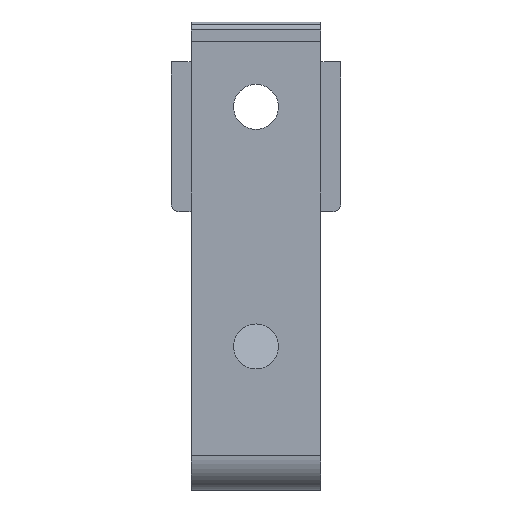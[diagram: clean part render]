
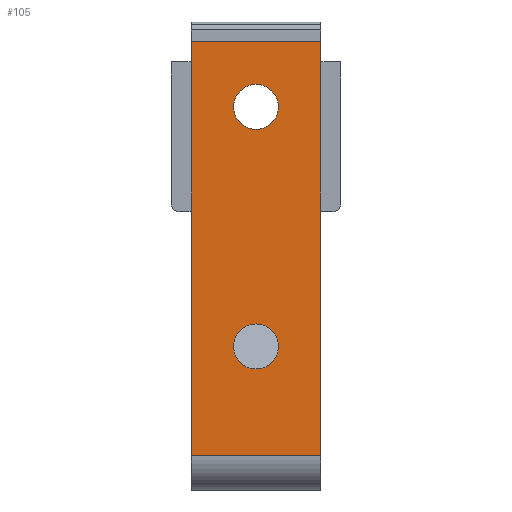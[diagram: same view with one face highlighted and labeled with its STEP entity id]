
A CAD part, left-side view. The second image highlights one B-rep face of the part: STEP entity #105.
In plain terms, the highlighted planar face has unit normal (-1, 0, 0).
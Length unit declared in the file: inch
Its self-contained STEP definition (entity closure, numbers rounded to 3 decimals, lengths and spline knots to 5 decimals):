
#105=ADVANCED_FACE('',(#253,#254,#255),#256,.T.);
#253=FACE_BOUND('',#476,.T.);
#254=FACE_BOUND('',#477,.T.);
#255=FACE_OUTER_BOUND('',#478,.T.);
#256=PLANE('',#479);
#476=EDGE_LOOP('',(#814,#815,#816,#817));
#477=EDGE_LOOP('',(#818,#819,#820,#821));
#478=EDGE_LOOP('',(#822,#823,#824,#825));
#479=AXIS2_PLACEMENT_3D('',#826,#827,#828);
#814=ORIENTED_EDGE('',*,*,#1319,.T.);
#815=ORIENTED_EDGE('',*,*,#1320,.T.);
#816=ORIENTED_EDGE('',*,*,#1281,.T.);
#817=ORIENTED_EDGE('',*,*,#1321,.T.);
#818=ORIENTED_EDGE('',*,*,#1322,.T.);
#819=ORIENTED_EDGE('',*,*,#1323,.T.);
#820=ORIENTED_EDGE('',*,*,#1295,.T.);
#821=ORIENTED_EDGE('',*,*,#1286,.T.);
#822=ORIENTED_EDGE('',*,*,#1324,.T.);
#823=ORIENTED_EDGE('',*,*,#1325,.F.);
#824=ORIENTED_EDGE('',*,*,#1326,.T.);
#825=ORIENTED_EDGE('',*,*,#1327,.T.);
#826=CARTESIAN_POINT('',(0.0,1.625,2.58617));
#827=DIRECTION('',(-1.0,0.0,0.0));
#828=DIRECTION('',(0.0,0.0,-1.0));
#1281=EDGE_CURVE('',#1523,#1521,#1524,.T.);
#1286=EDGE_CURVE('',#1532,#1530,#1533,.T.);
#1295=EDGE_CURVE('',#1547,#1532,#1548,.T.);
#1319=EDGE_CURVE('',#1588,#1589,#1590,.T.);
#1320=EDGE_CURVE('',#1589,#1523,#1591,.T.);
#1321=EDGE_CURVE('',#1521,#1588,#1592,.T.);
#1322=EDGE_CURVE('',#1530,#1593,#1594,.T.);
#1323=EDGE_CURVE('',#1593,#1547,#1595,.T.);
#1324=EDGE_CURVE('',#1596,#1597,#1598,.T.);
#1325=EDGE_CURVE('',#1599,#1597,#1600,.T.);
#1326=EDGE_CURVE('',#1599,#1601,#1602,.T.);
#1327=EDGE_CURVE('',#1601,#1596,#1603,.T.);
#1521=VERTEX_POINT('',#1882);
#1523=VERTEX_POINT('',#1885);
#1524=B_SPLINE_CURVE_WITH_KNOTS('',3,(#1886,#1887,#1888,#1889),.UNSPECIFIED.,.F.,.F.,(4,4),(0.0,1.0),.UNSPECIFIED.);
#1530=VERTEX_POINT('',#1899);
#1532=VERTEX_POINT('',#1902);
#1533=B_SPLINE_CURVE_WITH_KNOTS('',3,(#1903,#1904,#1905,#1906),.UNSPECIFIED.,.F.,.F.,(4,4),(0.0,1.0),.UNSPECIFIED.);
#1547=VERTEX_POINT('',#1926);
#1548=B_SPLINE_CURVE_WITH_KNOTS('',3,(#1927,#1928,#1929,#1930),.UNSPECIFIED.,.F.,.F.,(4,4),(0.0,1.0),.UNSPECIFIED.);
#1588=VERTEX_POINT('',#1991);
#1589=VERTEX_POINT('',#1992);
#1590=B_SPLINE_CURVE_WITH_KNOTS('',3,(#1993,#1994,#1995,#1996),.UNSPECIFIED.,.F.,.F.,(4,4),(0.0,1.0),.UNSPECIFIED.);
#1591=B_SPLINE_CURVE_WITH_KNOTS('',3,(#1997,#1998,#1999,#2000),.UNSPECIFIED.,.F.,.F.,(4,4),(0.0,1.0),.UNSPECIFIED.);
#1592=B_SPLINE_CURVE_WITH_KNOTS('',3,(#2001,#2002,#2003,#2004),.UNSPECIFIED.,.F.,.F.,(4,4),(0.0,1.0),.UNSPECIFIED.);
#1593=VERTEX_POINT('',#2005);
#1594=B_SPLINE_CURVE_WITH_KNOTS('',3,(#2006,#2007,#2008,#2009),.UNSPECIFIED.,.F.,.F.,(4,4),(0.0,1.0),.UNSPECIFIED.);
#1595=B_SPLINE_CURVE_WITH_KNOTS('',3,(#2010,#2011,#2012,#2013),.UNSPECIFIED.,.F.,.F.,(4,4),(0.0,1.0),.UNSPECIFIED.);
#1596=VERTEX_POINT('',#2014);
#1597=VERTEX_POINT('',#2015);
#1598=LINE('',#2016,#2017);
#1599=VERTEX_POINT('',#2018);
#1600=LINE('',#2019,#2020);
#1601=VERTEX_POINT('',#2021);
#1602=LINE('',#2022,#2023);
#1603=LINE('',#2024,#2025);
#1882=CARTESIAN_POINT('',(0.0,0.8125,1.07859));
#1885=CARTESIAN_POINT('',(0.0,0.53125,1.35984));
#1886=CARTESIAN_POINT('',(0.0,0.53125,1.35984));
#1887=CARTESIAN_POINT('',(0.0,0.53125,1.20452));
#1888=CARTESIAN_POINT('',(0.,0.65717,1.07859));
#1889=CARTESIAN_POINT('',(0.,0.8125,1.07859));
#1899=CARTESIAN_POINT('',(0.0,1.09375,4.35984));
#1902=CARTESIAN_POINT('',(0.0,0.8125,4.07859));
#1903=CARTESIAN_POINT('',(0.0,0.8125,4.07859));
#1904=CARTESIAN_POINT('',(0.0,0.96783,4.07859));
#1905=CARTESIAN_POINT('',(0.0,1.09375,4.20452));
#1906=CARTESIAN_POINT('',(0.0,1.09375,4.35984));
#1926=CARTESIAN_POINT('',(0.0,0.53125,4.35984));
#1927=CARTESIAN_POINT('',(0.0,0.53125,4.35984));
#1928=CARTESIAN_POINT('',(0.0,0.53125,4.20452));
#1929=CARTESIAN_POINT('',(0.,0.65717,4.07859));
#1930=CARTESIAN_POINT('',(0.,0.8125,4.07859));
#1991=CARTESIAN_POINT('',(0.0,1.09375,1.35984));
#1992=CARTESIAN_POINT('',(0.0,0.8125,1.64109));
#1993=CARTESIAN_POINT('',(0.0,1.09375,1.35984));
#1994=CARTESIAN_POINT('',(0.0,1.09375,1.51517));
#1995=CARTESIAN_POINT('',(0.0,0.96783,1.64109));
#1996=CARTESIAN_POINT('',(0.0,0.8125,1.64109));
#1997=CARTESIAN_POINT('',(0.0,0.8125,1.64109));
#1998=CARTESIAN_POINT('',(0.0,0.65717,1.64109));
#1999=CARTESIAN_POINT('',(0.,0.53125,1.51517));
#2000=CARTESIAN_POINT('',(0.,0.53125,1.35984));
#2001=CARTESIAN_POINT('',(0.0,0.8125,1.07859));
#2002=CARTESIAN_POINT('',(0.0,0.96783,1.07859));
#2003=CARTESIAN_POINT('',(0.0,1.09375,1.20452));
#2004=CARTESIAN_POINT('',(0.0,1.09375,1.35984));
#2005=CARTESIAN_POINT('',(0.0,0.8125,4.64109));
#2006=CARTESIAN_POINT('',(0.0,1.09375,4.35984));
#2007=CARTESIAN_POINT('',(0.0,1.09375,4.51516));
#2008=CARTESIAN_POINT('',(0.0,0.96783,4.64109));
#2009=CARTESIAN_POINT('',(0.0,0.8125,4.64109));
#2010=CARTESIAN_POINT('',(0.0,0.8125,4.64109));
#2011=CARTESIAN_POINT('',(0.0,0.65717,4.64109));
#2012=CARTESIAN_POINT('',(0.,0.53125,4.51516));
#2013=CARTESIAN_POINT('',(0.,0.53125,4.35984));
#2014=CARTESIAN_POINT('',(0.0,0.,0.));
#2015=CARTESIAN_POINT('',(0.0,0.,5.17234));
#2016=CARTESIAN_POINT('',(0.0,0.,5.17234));
#2017=VECTOR('',#2442,1.0);
#2018=CARTESIAN_POINT('',(0.0,1.625,5.17234));
#2019=CARTESIAN_POINT('',(0.0,1.625,5.17234));
#2020=VECTOR('',#2443,1.0);
#2021=CARTESIAN_POINT('',(0.0,1.625,0.));
#2022=CARTESIAN_POINT('',(0.0,1.625,5.17234));
#2023=VECTOR('',#2444,1.0);
#2024=CARTESIAN_POINT('',(0.0,1.625,0.));
#2025=VECTOR('',#2445,1.0);
#2442=DIRECTION('',(0.0,0.0,1.0));
#2443=DIRECTION('',(0.0,-1.0,0.0));
#2444=DIRECTION('',(0.0,0.0,-1.0));
#2445=DIRECTION('',(0.0,-1.0,0.0));
